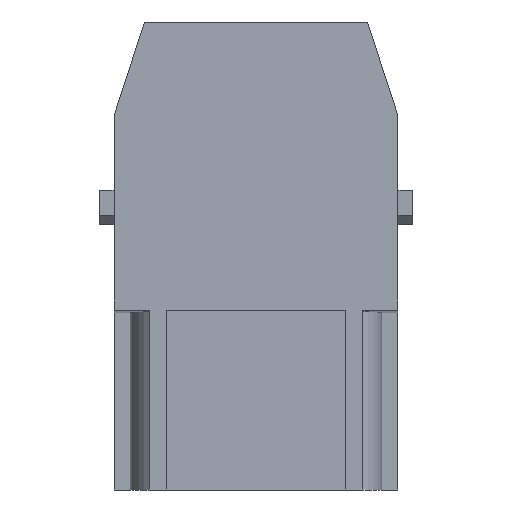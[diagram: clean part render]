
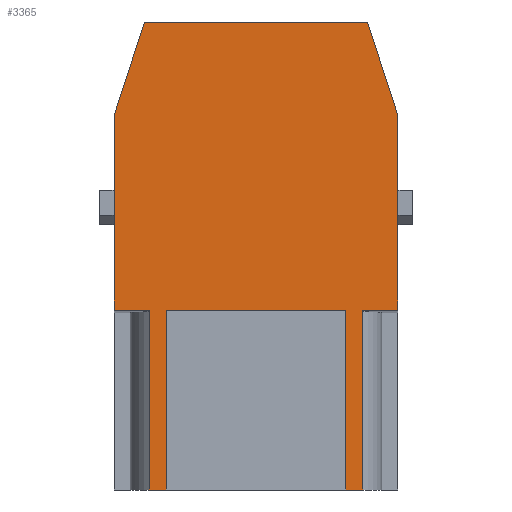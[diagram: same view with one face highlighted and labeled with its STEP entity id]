
A CAD part, left-side view. The second image highlights one B-rep face of the part: STEP entity #3365.
In plain terms, the highlighted planar face has unit normal (-1, 0, 0).
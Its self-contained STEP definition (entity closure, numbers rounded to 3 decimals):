
#3290=AXIS2_PLACEMENT_3D('Plane Axis2P3D',#3287,#3288,#3289) ;
#2074=CARTESIAN_POINT('Vertex',(0.,5.3,0.)) ;
#2077=CARTESIAN_POINT('Line Origine',(0.,6.2,0.)) ;
#2081=CARTESIAN_POINT('Vertex',(0.,7.1,0.)) ;
#2102=CARTESIAN_POINT('Vertex',(0.,26.3,0.)) ;
#2105=CARTESIAN_POINT('Line Origine',(0.,27.2,0.)) ;
#2109=CARTESIAN_POINT('Vertex',(0.,28.1,0.)) ;
#2643=CARTESIAN_POINT('Line Origine',(0.,31.85,20.)) ;
#2647=CARTESIAN_POINT('Vertex',(0.,31.85,20.85)) ;
#2649=CARTESIAN_POINT('Vertex',(0.,31.85,19.15)) ;
#2652=CARTESIAN_POINT('Line Origine',(0.,31.85,30.412)) ;
#2656=CARTESIAN_POINT('Vertex',(0.,31.85,39.973)) ;
#3112=CARTESIAN_POINT('Line Origine',(0.,1.55,20.)) ;
#3116=CARTESIAN_POINT('Vertex',(0.,1.55,20.85)) ;
#3118=CARTESIAN_POINT('Vertex',(0.,1.55,19.15)) ;
#3142=CARTESIAN_POINT('Vertex',(0.,1.55,39.973)) ;
#3145=CARTESIAN_POINT('Line Origine',(0.,1.55,30.412)) ;
#3272=CARTESIAN_POINT('Vertex',(0.,5.3,19.15)) ;
#3275=CARTESIAN_POINT('Line Origine',(0.,5.3,9.575)) ;
#3287=CARTESIAN_POINT('Axis2P3D Location',(0.,31.85,26.7)) ;
#3292=CARTESIAN_POINT('Line Origine',(0.,29.975,19.15)) ;
#3296=CARTESIAN_POINT('Vertex',(0.,28.1,19.15)) ;
#3299=CARTESIAN_POINT('Line Origine',(0.,28.1,9.575)) ;
#3304=CARTESIAN_POINT('Line Origine',(0.,26.3,9.575)) ;
#3308=CARTESIAN_POINT('Vertex',(0.,26.3,19.15)) ;
#3311=CARTESIAN_POINT('Line Origine',(0.,16.7,19.15)) ;
#3315=CARTESIAN_POINT('Vertex',(0.,7.1,19.15)) ;
#3318=CARTESIAN_POINT('Line Origine',(0.,7.1,9.575)) ;
#3323=CARTESIAN_POINT('Line Origine',(0.,3.425,19.15)) ;
#3328=CARTESIAN_POINT('Line Origine',(0.,3.171,44.962)) ;
#3332=CARTESIAN_POINT('Vertex',(0.,4.792,49.95)) ;
#3335=CARTESIAN_POINT('Line Origine',(0.,16.7,49.95)) ;
#3339=CARTESIAN_POINT('Vertex',(0.,28.608,49.95)) ;
#3342=CARTESIAN_POINT('Line Origine',(0.,30.229,44.962)) ;
#2078=DIRECTION('Vector Direction',(0.,-1.,0.)) ;
#2106=DIRECTION('Vector Direction',(0.,-1.,0.)) ;
#2644=DIRECTION('Vector Direction',(0.,0.,-1.)) ;
#2653=DIRECTION('Vector Direction',(0.,0.,-1.)) ;
#3113=DIRECTION('Vector Direction',(0.,0.,-1.)) ;
#3146=DIRECTION('Vector Direction',(0.,0.,-1.)) ;
#3276=DIRECTION('Vector Direction',(0.,0.,-1.)) ;
#3288=DIRECTION('Axis2P3D Direction',(-1.,0.,0.)) ;
#3289=DIRECTION('Axis2P3D XDirection',(0.,-1.,0.)) ;
#3293=DIRECTION('Vector Direction',(0.,1.,0.)) ;
#3300=DIRECTION('Vector Direction',(0.,0.,-1.)) ;
#3305=DIRECTION('Vector Direction',(0.,0.,1.)) ;
#3312=DIRECTION('Vector Direction',(0.,-1.,0.)) ;
#3319=DIRECTION('Vector Direction',(0.,0.,-1.)) ;
#3324=DIRECTION('Vector Direction',(0.,1.,0.)) ;
#3329=DIRECTION('Vector Direction',(0.,-0.309,-0.951)) ;
#3336=DIRECTION('Vector Direction',(0.,1.,0.)) ;
#3343=DIRECTION('Vector Direction',(0.,0.309,-0.951)) ;
#2079=VECTOR('Line Direction',#2078,1.) ;
#2107=VECTOR('Line Direction',#2106,1.) ;
#2645=VECTOR('Line Direction',#2644,1.) ;
#2654=VECTOR('Line Direction',#2653,1.) ;
#3114=VECTOR('Line Direction',#3113,1.) ;
#3147=VECTOR('Line Direction',#3146,1.) ;
#3277=VECTOR('Line Direction',#3276,1.) ;
#3294=VECTOR('Line Direction',#3293,1.) ;
#3301=VECTOR('Line Direction',#3300,1.) ;
#3306=VECTOR('Line Direction',#3305,1.) ;
#3313=VECTOR('Line Direction',#3312,1.) ;
#3320=VECTOR('Line Direction',#3319,1.) ;
#3325=VECTOR('Line Direction',#3324,1.) ;
#3330=VECTOR('Line Direction',#3329,1.) ;
#3337=VECTOR('Line Direction',#3336,1.) ;
#3344=VECTOR('Line Direction',#3343,1.) ;
#3348=ORIENTED_EDGE('',*,*,#3298,.F.) ;
#3349=ORIENTED_EDGE('',*,*,#3303,.T.) ;
#3350=ORIENTED_EDGE('',*,*,#2111,.T.) ;
#3351=ORIENTED_EDGE('',*,*,#3310,.T.) ;
#3352=ORIENTED_EDGE('',*,*,#3317,.T.) ;
#3353=ORIENTED_EDGE('',*,*,#3322,.T.) ;
#3354=ORIENTED_EDGE('',*,*,#2083,.T.) ;
#3355=ORIENTED_EDGE('',*,*,#3279,.F.) ;
#3356=ORIENTED_EDGE('',*,*,#3327,.F.) ;
#3357=ORIENTED_EDGE('',*,*,#3120,.F.) ;
#3358=ORIENTED_EDGE('',*,*,#3149,.F.) ;
#3359=ORIENTED_EDGE('',*,*,#3334,.F.) ;
#3360=ORIENTED_EDGE('',*,*,#3341,.T.) ;
#3361=ORIENTED_EDGE('',*,*,#3346,.T.) ;
#3362=ORIENTED_EDGE('',*,*,#2658,.T.) ;
#3363=ORIENTED_EDGE('',*,*,#2651,.T.) ;
#3365=ADVANCED_FACE('2772820000.1\\Hauptkoerper',(#3364),#3291,.T.) ;
#2083=EDGE_CURVE('',#2082,#2075,#2080,.T.) ;
#2111=EDGE_CURVE('',#2110,#2103,#2108,.T.) ;
#2651=EDGE_CURVE('',#2648,#2650,#2646,.T.) ;
#2658=EDGE_CURVE('',#2657,#2648,#2655,.T.) ;
#3120=EDGE_CURVE('',#3117,#3119,#3115,.T.) ;
#3149=EDGE_CURVE('',#3143,#3117,#3148,.T.) ;
#3279=EDGE_CURVE('',#3273,#2075,#3278,.T.) ;
#3298=EDGE_CURVE('',#3297,#2650,#3295,.T.) ;
#3303=EDGE_CURVE('',#3297,#2110,#3302,.T.) ;
#3310=EDGE_CURVE('',#2103,#3309,#3307,.T.) ;
#3317=EDGE_CURVE('',#3309,#3316,#3314,.T.) ;
#3322=EDGE_CURVE('',#3316,#2082,#3321,.T.) ;
#3327=EDGE_CURVE('',#3119,#3273,#3326,.T.) ;
#3334=EDGE_CURVE('',#3333,#3143,#3331,.T.) ;
#3341=EDGE_CURVE('',#3333,#3340,#3338,.T.) ;
#3346=EDGE_CURVE('',#3340,#2657,#3345,.T.) ;
#3347=EDGE_LOOP('',(#3348,#3349,#3350,#3351,#3352,#3353,#3354,#3355,#3356,#3357,#3358,#3359,#3360,#3361,#3362,#3363)) ;
#3364=FACE_OUTER_BOUND('',#3347,.T.) ;
#2080=LINE('Line',#2077,#2079) ;
#2108=LINE('Line',#2105,#2107) ;
#2646=LINE('Line',#2643,#2645) ;
#2655=LINE('Line',#2652,#2654) ;
#3115=LINE('Line',#3112,#3114) ;
#3148=LINE('Line',#3145,#3147) ;
#3278=LINE('Line',#3275,#3277) ;
#3295=LINE('Line',#3292,#3294) ;
#3302=LINE('Line',#3299,#3301) ;
#3307=LINE('Line',#3304,#3306) ;
#3314=LINE('Line',#3311,#3313) ;
#3321=LINE('Line',#3318,#3320) ;
#3326=LINE('Line',#3323,#3325) ;
#3331=LINE('Line',#3328,#3330) ;
#3338=LINE('Line',#3335,#3337) ;
#3345=LINE('Line',#3342,#3344) ;
#3291=PLANE('',#3290) ;
#2075=VERTEX_POINT('',#2074) ;
#2082=VERTEX_POINT('',#2081) ;
#2103=VERTEX_POINT('',#2102) ;
#2110=VERTEX_POINT('',#2109) ;
#2648=VERTEX_POINT('',#2647) ;
#2650=VERTEX_POINT('',#2649) ;
#2657=VERTEX_POINT('',#2656) ;
#3117=VERTEX_POINT('',#3116) ;
#3119=VERTEX_POINT('',#3118) ;
#3143=VERTEX_POINT('',#3142) ;
#3273=VERTEX_POINT('',#3272) ;
#3297=VERTEX_POINT('',#3296) ;
#3309=VERTEX_POINT('',#3308) ;
#3316=VERTEX_POINT('',#3315) ;
#3333=VERTEX_POINT('',#3332) ;
#3340=VERTEX_POINT('',#3339) ;
